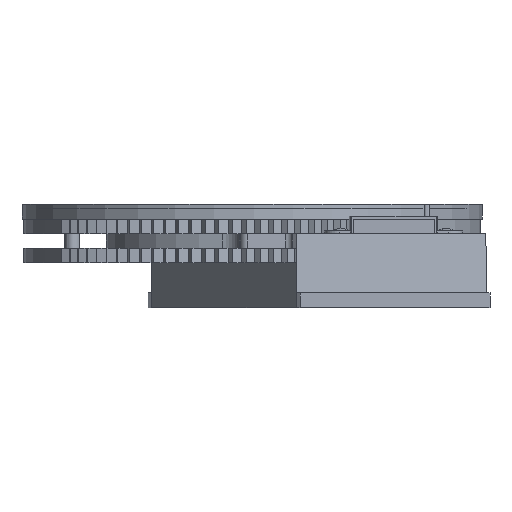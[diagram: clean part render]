
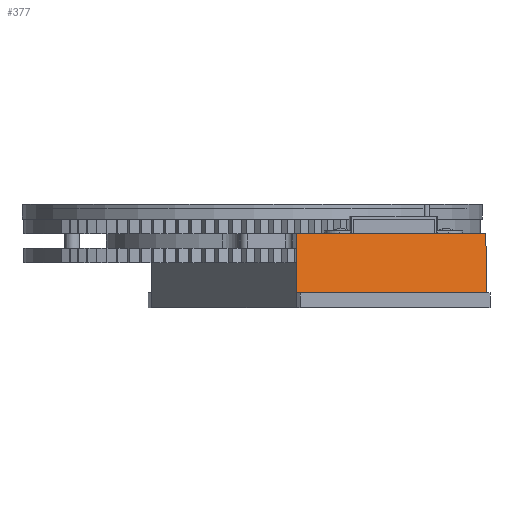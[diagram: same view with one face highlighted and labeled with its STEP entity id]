
A CAD part, front view. The second image highlights one B-rep face of the part: STEP entity #377.
In plain terms, the highlighted face is planar.
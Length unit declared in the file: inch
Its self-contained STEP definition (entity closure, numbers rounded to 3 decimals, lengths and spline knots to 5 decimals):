
#145 = EDGE_CURVE ( 'NONE', #3968, #3967, #6406, .T. ) ;
#150 = EDGE_CURVE ( 'NONE', #3972, #3973, #6421, .T. ) ;
#203 = EDGE_CURVE ( 'NONE', #3968, #3972, #6580, .T. ) ;
#205 = EDGE_CURVE ( 'NONE', #3967, #3973, #6586, .T. ) ;
#377 = ADVANCED_FACE ( 'NONE', ( #7623 ), #8023, .T. ) ;
#2620 = ORIENTED_EDGE ( 'NONE', *, *, #205, .T. ) ;
#2625 = ORIENTED_EDGE ( 'NONE', *, *, #150, .F. ) ;
#2626 = ORIENTED_EDGE ( 'NONE', *, *, #203, .F. ) ;
#2627 = ORIENTED_EDGE ( 'NONE', *, *, #145, .T. ) ;
#3104 = EDGE_LOOP ( 'NONE', ( #2625, #2626, #2627, #2620 ) ) ;
#3967 = VERTEX_POINT ( 'NONE', #12927 ) ;
#3968 = VERTEX_POINT ( 'NONE', #12928 ) ;
#3972 = VERTEX_POINT ( 'NONE', #12932 ) ;
#3973 = VERTEX_POINT ( 'NONE', #12933 ) ;
#6406 = LINE ( 'NONE', #6407, #7110 ) ;
#6407 = CARTESIAN_POINT ( 'NONE',  ( 0.26627, -5.98613, 0.05 ) ) ;
#6408 = DIRECTION ( 'NONE',  ( 0., -0.879, -0.477 ) ) ;
#6421 = LINE ( 'NONE', #6422, #7115 ) ;
#6422 = CARTESIAN_POINT ( 'NONE',  ( 1.56514, -5.98613, 0.05 ) ) ;
#6423 = DIRECTION ( 'NONE',  ( 0., -0.879, -0.477 ) ) ;
#6580 = LINE ( 'NONE', #6581, #7168 ) ;
#6581 = CARTESIAN_POINT ( 'NONE',  ( 0., -5.98613, 0.05 ) ) ;
#6582 = DIRECTION ( 'NONE',  ( 1., 0., 0. ) ) ;
#6586 = LINE ( 'NONE', #6587, #7170 ) ;
#6587 = CARTESIAN_POINT ( 'NONE',  ( 0.26627, -6.73175, -0.35469 ) ) ;
#6588 = DIRECTION ( 'NONE',  ( 1., 0., 0. ) ) ;
#7110 = VECTOR ( 'NONE', #6408, 39.37008 ) ;
#7115 = VECTOR ( 'NONE', #6423, 39.37008 ) ;
#7168 = VECTOR ( 'NONE', #6582, 39.37008 ) ;
#7170 = VECTOR ( 'NONE', #6588, 39.37008 ) ;
#7623 = FACE_OUTER_BOUND ( 'NONE', #3104, .T. ) ;
#7631 = AXIS2_PLACEMENT_3D ( 'NONE', #8024, #8025, #8026 ) ;
#8023 = PLANE ( 'NONE',  #7631 ) ;
#8024 = CARTESIAN_POINT ( 'NONE',  ( 0.26627, -5.98613, 0.05 ) ) ;
#8025 = DIRECTION ( 'NONE',  ( 0., -0.477, 0.879 ) ) ;
#8026 = DIRECTION ( 'NONE',  ( 0., -0.879, -0.477 ) ) ;
#12927 = CARTESIAN_POINT ( 'NONE',  ( 0.26627, -6.73175, -0.35469 ) ) ;
#12928 = CARTESIAN_POINT ( 'NONE',  ( 0.26627, -5.98613, 0.05 ) ) ;
#12932 = CARTESIAN_POINT ( 'NONE',  ( 1.56514, -5.98613, 0.05 ) ) ;
#12933 = CARTESIAN_POINT ( 'NONE',  ( 1.56514, -6.73175, -0.35469 ) ) ;
